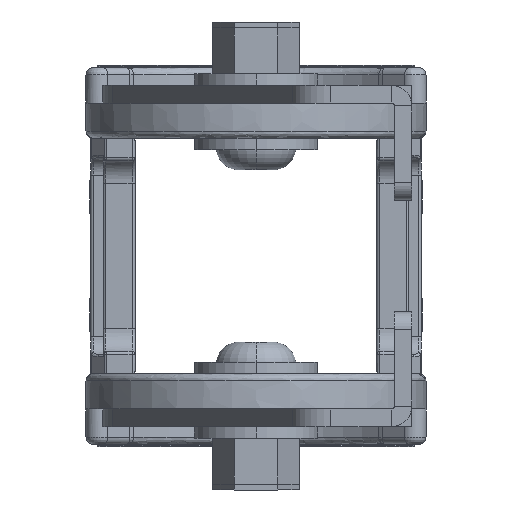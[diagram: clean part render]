
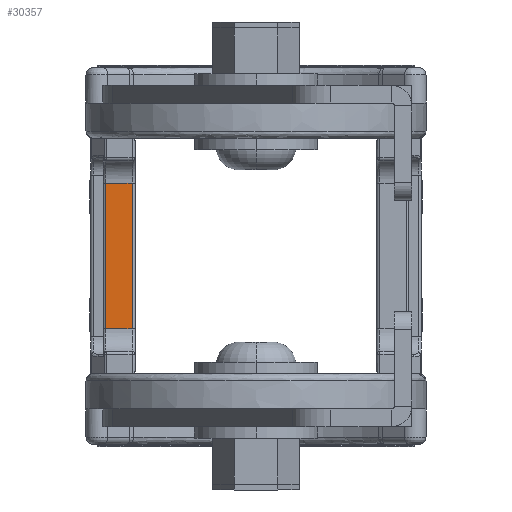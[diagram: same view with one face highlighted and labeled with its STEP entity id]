
A CAD part, left-side view. The second image highlights one B-rep face of the part: STEP entity #30357.
In plain terms, the highlighted planar face has unit normal (-1, 0, 0).
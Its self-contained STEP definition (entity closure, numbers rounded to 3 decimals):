
#834 = DIRECTION ( 'NONE',  ( 0., 1., 0. ) ) ;
#968 = ORIENTED_EDGE ( 'NONE', *, *, #42129, .T. ) ;
#1714 = PLANE ( 'NONE',  #39504 ) ;
#5028 = DIRECTION ( 'NONE',  ( 0., 0., 1. ) ) ;
#5066 = CARTESIAN_POINT ( 'NONE',  ( -79.8, 197.554, 42.547 ) ) ;
#5305 = EDGE_CURVE ( 'NONE', #44048, #31145, #36834, .T. ) ;
#6133 = DIRECTION ( 'NONE',  ( 0., 1., 0. ) ) ;
#7195 = VERTEX_POINT ( 'NONE', #7644 ) ;
#7379 = FACE_OUTER_BOUND ( 'NONE', #23297, .T. ) ;
#7551 = LINE ( 'NONE', #33906, #41248 ) ;
#7644 = CARTESIAN_POINT ( 'NONE',  ( -79.8, 197.554, 67.367 ) ) ;
#8644 = VERTEX_POINT ( 'NONE', #28393 ) ;
#9337 = DIRECTION ( 'NONE',  ( 0., 0., 1. ) ) ;
#11123 = LINE ( 'NONE', #11636, #29142 ) ;
#11636 = CARTESIAN_POINT ( 'NONE',  ( -79.8, 98.104, 67.367 ) ) ;
#12648 = CARTESIAN_POINT ( 'NONE',  ( -79.8, 98.104, -25.983 ) ) ;
#13152 = CARTESIAN_POINT ( 'NONE',  ( -79.8, 193.066, 42.547 ) ) ;
#13521 = VECTOR ( 'NONE', #17188, 1000. ) ;
#17169 = VECTOR ( 'NONE', #6133, 1000. ) ;
#17188 = DIRECTION ( 'NONE',  ( 0., 0., -1. ) ) ;
#20739 = ORIENTED_EDGE ( 'NONE', *, *, #5305, .F. ) ;
#23297 = EDGE_LOOP ( 'NONE', ( #27998, #20739, #968, #42639 ) ) ;
#25206 = EDGE_CURVE ( 'NONE', #8644, #7195, #11123, .T. ) ;
#27998 = ORIENTED_EDGE ( 'NONE', *, *, #44773, .T. ) ;
#28393 = CARTESIAN_POINT ( 'NONE',  ( -79.8, 193.066, 67.367 ) ) ;
#29142 = VECTOR ( 'NONE', #834, 1000. ) ;
#30357 = ADVANCED_FACE ( 'NONE', ( #7379 ), #1714, .T. ) ;
#30585 = DIRECTION ( 'NONE',  ( -1., 0., 0. ) ) ;
#31145 = VERTEX_POINT ( 'NONE', #5066 ) ;
#33906 = CARTESIAN_POINT ( 'NONE',  ( -79.8, 193.066, 68.367 ) ) ;
#36834 = LINE ( 'NONE', #45301, #17169 ) ;
#39011 = CARTESIAN_POINT ( 'NONE',  ( -79.8, 197.554, -25.983 ) ) ;
#39504 = AXIS2_PLACEMENT_3D ( 'NONE', #12648, #30585, #9337 ) ;
#41248 = VECTOR ( 'NONE', #5028, 1000. ) ;
#42129 = EDGE_CURVE ( 'NONE', #44048, #8644, #7551, .T. ) ;
#42639 = ORIENTED_EDGE ( 'NONE', *, *, #25206, .T. ) ;
#44048 = VERTEX_POINT ( 'NONE', #13152 ) ;
#44773 = EDGE_CURVE ( 'NONE', #7195, #31145, #45515, .T. ) ;
#45301 = CARTESIAN_POINT ( 'NONE',  ( -79.8, 98.104, 42.547 ) ) ;
#45515 = LINE ( 'NONE', #39011, #13521 ) ;
